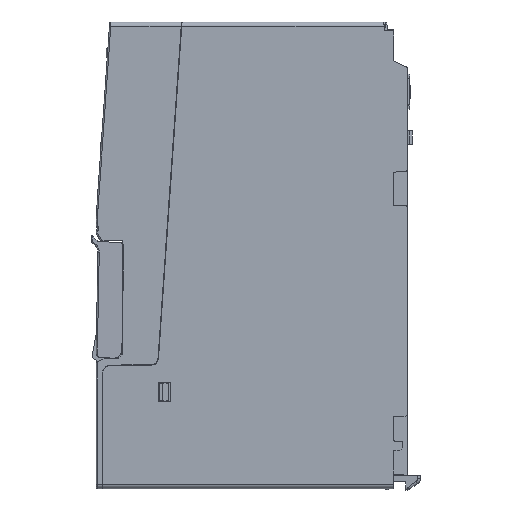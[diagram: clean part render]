
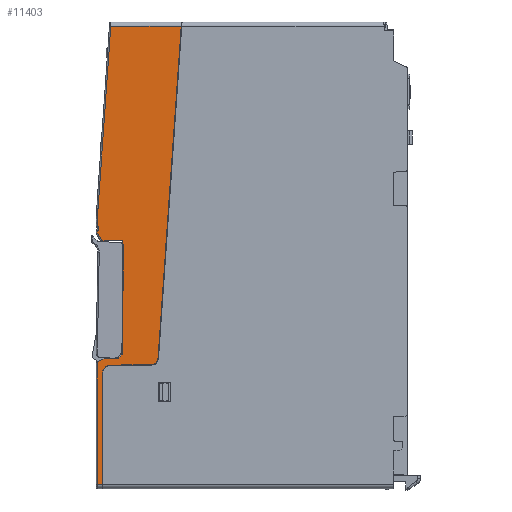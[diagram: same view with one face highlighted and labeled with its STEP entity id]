
A CAD part, left-side view. The second image highlights one B-rep face of the part: STEP entity #11403.
In plain terms, the highlighted planar face has unit normal (-1, 0, 0).
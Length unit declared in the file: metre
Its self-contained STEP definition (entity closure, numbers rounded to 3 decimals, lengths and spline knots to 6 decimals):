
#5715=CARTESIAN_POINT('',(-0.0132,0.0667,
0.00548));
#5753=CARTESIAN_POINT('',(-0.0132,0.0667,
0.00652));
#6134=DIRECTION('',(0.,0.,1.));
#6135=VECTOR('',#6134,0.000459);
#6136=CARTESIAN_POINT('',(-0.0132,0.0667,0.005022));
#6137=LINE('',#6136,#6135);
#6143=CARTESIAN_POINT('',(-0.0132,0.0667,0.005022));
#6161=CARTESIAN_POINT('',(-0.0132,0.054538,-0.024554));
#6162=CARTESIAN_POINT('',(-0.0132,0.05408,-0.024546));
#6163=CARTESIAN_POINT('',(-0.0132,0.053474,-0.024204));
#6164=CARTESIAN_POINT('',(-0.0132,0.0531,-0.023617));
#6165=CARTESIAN_POINT('',(-0.0132,0.053068,-0.02316));
#6167=CARTESIAN_POINT('',(-0.0132,0.063535,-0.024711));
#6168=CARTESIAN_POINT('',(-0.0132,0.063893,-0.024715));
#6169=CARTESIAN_POINT('',(-0.0132,0.064517,-0.024871));
#6170=CARTESIAN_POINT('',(-0.0132,0.065343,-0.02569));
#6171=CARTESIAN_POINT('',(-0.0132,0.065496,-0.026338));
#6172=CARTESIAN_POINT('',(-0.0132,0.0655,-0.026711));
#6174=DIRECTION('',(0.,0.,-1.));
#6175=VECTOR('',#6174,0.024789);
#6176=CARTESIAN_POINT('',(-0.0132,0.0655,-0.026711));
#6177=LINE('',#6176,#6175);
#6178=DIRECTION('',(0.,0.914,-0.407));
#6179=VECTOR('',#6178,0.001644);
#6180=CARTESIAN_POINT('',(-0.0132,0.065198,-0.023323));
#6181=LINE('',#6180,#6179);
#6182=DIRECTION('',(0.,0.707,-0.707));
#6183=VECTOR('',#6182,0.000869);
#6184=CARTESIAN_POINT('',(-0.0132,0.061268,-0.022416));
#6185=LINE('',#6184,#6183);
#6186=CARTESIAN_POINT('',(-0.0132,0.060975,0.003075));
#6187=CARTESIAN_POINT('',(-0.0132,0.060973,0.003116));
#6188=CARTESIAN_POINT('',(-0.0132,0.060985,0.003186));
#6189=CARTESIAN_POINT('',(-0.0132,0.061058,0.003263));
#6190=CARTESIAN_POINT('',(-0.0132,0.061131,0.003276));
#6191=CARTESIAN_POINT('',(-0.0132,0.061175,0.003275));
#6193=DIRECTION('',(0.,-0.519,-0.855));
#6194=VECTOR('',#6193,0.001977);
#6195=CARTESIAN_POINT('',(-0.0132,0.0667,0.005022));
#6196=LINE('',#6195,#6194);
#6197=CARTESIAN_POINT('',(-0.0132,0.067,0.006));
#6198=DIRECTION('',(1.,0.,0.));
#6199=DIRECTION('',(0.,-1.,0.));
#6200=AXIS2_PLACEMENT_3D('',#6197,#6198,#6199);
#6202=CARTESIAN_POINT('',(-0.0132,0.067,0.006));
#6203=DIRECTION('',(1.,0.,0.));
#6204=DIRECTION('',(0.,-0.5,0.866));
#6205=AXIS2_PLACEMENT_3D('',#6202,#6203,#6204);
#6207=CARTESIAN_POINT('',(-0.0132,0.007,0.006434));
#6208=DIRECTION('',(-1.,0.,0.));
#6209=DIRECTION('',(0.,0.998,0.07));
#6210=AXIS2_PLACEMENT_3D('',#6207,#6208,#6209);
#6212=DIRECTION('',(0.,0.07,-0.998));
#6213=VECTOR('',#6212,0.041001);
#6214=CARTESIAN_POINT('',(-0.0132,0.063694,0.0515));
#6215=LINE('',#6214,#6213);
#6216=DIRECTION('',(0.,-0.07,0.998));
#6217=VECTOR('',#6216,0.074842);
#6218=CARTESIAN_POINT('',(-0.0132,0.053068,-0.02316));
#6219=LINE('',#6218,#6217);
#6240=DIRECTION('',(0.,1.,-0.017));
#6241=VECTOR('',#6240,0.008998);
#6242=CARTESIAN_POINT('',(-0.0132,0.054538,-0.024554));
#6243=LINE('',#6242,#6241);
#6678=DIRECTION('',(0.,0.,1.));
#6679=VECTOR('',#6678,0.027508);
#6680=CARTESIAN_POINT('',(-0.0132,0.0667,-0.0515));
#6681=LINE('',#6680,#6679);
#6963=DIRECTION('',(0.,-1.,0.));
#6964=VECTOR('',#6963,0.002609);
#6965=CARTESIAN_POINT('',(-0.0132,0.065198,-0.023323));
#6966=LINE('',#6965,#6964);
#6971=CARTESIAN_POINT('',(-0.0132,0.062589,-0.023323));
#6972=CARTESIAN_POINT('',(-0.0132,0.062313,-0.023323));
#6973=CARTESIAN_POINT('',(-0.0132,0.062077,-0.023226));
#6974=CARTESIAN_POINT('',(-0.0132,0.061882,-0.023031));
#7000=CARTESIAN_POINT('',(-0.0132,0.061268,-0.022416));
#7001=CARTESIAN_POINT('',(-0.0132,0.061072,-0.022221));
#7002=CARTESIAN_POINT('',(-0.0132,0.060975,-0.021985));
#7003=CARTESIAN_POINT('',(-0.0132,0.060975,-0.021709));
#7017=DIRECTION('',(0.,0.,1.));
#7018=VECTOR('',#7017,0.024784);
#7019=CARTESIAN_POINT('',(-0.0132,0.060975,-0.021709));
#7020=LINE('',#7019,#7018);
#7040=CARTESIAN_POINT('',(-0.0132,0.0667,-0.023992));
#7983=DIRECTION('',(0.,1.,0.017));
#7984=VECTOR('',#7983,0.003224);
#7985=CARTESIAN_POINT('',(-0.0132,0.06245,0.003275));
#7986=LINE('',#7985,#7984);
#8038=CARTESIAN_POINT('',(-0.0132,0.065673,0.003332));
#8102=DIRECTION('',(0.,1.,0.));
#8103=VECTOR('',#8102,0.001275);
#8104=CARTESIAN_POINT('',(-0.0132,0.061175,0.003275));
#8105=LINE('',#8104,#8103);
#8208=DIRECTION('',(0.,1.,0.));
#8209=VECTOR('',#8208,0.0012);
#8210=CARTESIAN_POINT('',(-0.0132,0.0655,-0.0515));
#8211=LINE('',#8210,#8209);
#8404=DIRECTION('',(0.,-1.,0.));
#8405=VECTOR('',#8404,0.015847);
#8406=CARTESIAN_POINT('',(-0.0132,0.063694,0.0515));
#8407=LINE('',#8406,#8405);
#8620=CARTESIAN_POINT('',(-0.0132,0.0655,-0.0515));
#8622=VERTEX_POINT('',#8620);
#8631=CARTESIAN_POINT('',(-0.0132,0.060975,0.003075));
#8633=VERTEX_POINT('',#8631);
#8657=CARTESIAN_POINT('',(-0.0132,0.061175,0.003275));
#8659=VERTEX_POINT('',#8657);
#8933=CARTESIAN_POINT('',(-0.0132,0.063535,-0.024711));
#8934=VERTEX_POINT('',#8933);
#8937=CARTESIAN_POINT('',(-0.0132,0.0655,-0.026711));
#8938=VERTEX_POINT('',#8937);
#9020=CARTESIAN_POINT('',(-0.0132,0.060975,-0.021709));
#9022=VERTEX_POINT('',#9020);
#9024=CARTESIAN_POINT('',(-0.0132,0.061268,-0.022416));
#9026=VERTEX_POINT('',#9024);
#9028=CARTESIAN_POINT('',(-0.0132,0.061882,-0.023031));
#9030=VERTEX_POINT('',#9028);
#9032=CARTESIAN_POINT('',(-0.0132,0.062589,-0.023323));
#9034=VERTEX_POINT('',#9032);
#9036=CARTESIAN_POINT('',(-0.0132,0.065198,-0.023323));
#9038=VERTEX_POINT('',#9036);
#9098=CARTESIAN_POINT('',(-0.0132,0.063694,0.0515));
#9100=VERTEX_POINT('',#9098);
#9101=CARTESIAN_POINT('',(-0.0132,0.066555,0.010599));
#9103=VERTEX_POINT('',#9101);
#9107=VERTEX_POINT('',#5753);
#9110=VERTEX_POINT('',#5715);
#9113=VERTEX_POINT('',#6143);
#9115=VERTEX_POINT('',#8038);
#9116=CARTESIAN_POINT('',(-0.0132,0.06245,0.003275));
#9117=VERTEX_POINT('',#9116);
#9171=VERTEX_POINT('',#7040);
#9175=CARTESIAN_POINT('',(-0.0132,0.0667,-0.0515));
#9177=VERTEX_POINT('',#9175);
#9234=CARTESIAN_POINT('',(-0.0132,0.054538,-0.024554));
#9235=VERTEX_POINT('',#9234);
#9236=CARTESIAN_POINT('',(-0.0132,0.0664,0.006));
#9237=VERTEX_POINT('',#9236);
#9238=VERTEX_POINT('',#6165);
#9239=CARTESIAN_POINT('',(-0.0132,0.047848,0.0515));
#9240=VERTEX_POINT('',#9239);
#11355=CARTESIAN_POINT('',(-0.0132,0.067,-0.0525));
#11356=DIRECTION('',(-1.,0.,0.));
#11357=DIRECTION('',(0.,0.,1.));
#11358=AXIS2_PLACEMENT_3D('',#11355,#11356,#11357);
#11359=PLANE('',#11358);
#11361=ORIENTED_EDGE('',*,*,#11360,.F.);
#11363=ORIENTED_EDGE('',*,*,#11362,.T.);
#11365=ORIENTED_EDGE('',*,*,#11364,.T.);
#11367=ORIENTED_EDGE('',*,*,#11366,.T.);
#11369=ORIENTED_EDGE('',*,*,#11368,.T.);
#11371=ORIENTED_EDGE('',*,*,#11370,.T.);
#11373=ORIENTED_EDGE('',*,*,#11372,.F.);
#11375=ORIENTED_EDGE('',*,*,#11374,.T.);
#11377=ORIENTED_EDGE('',*,*,#11376,.T.);
#11379=ORIENTED_EDGE('',*,*,#11378,.F.);
#11381=ORIENTED_EDGE('',*,*,#11380,.T.);
#11383=ORIENTED_EDGE('',*,*,#11382,.T.);
#11385=ORIENTED_EDGE('',*,*,#11384,.T.);
#11387=ORIENTED_EDGE('',*,*,#11386,.T.);
#11389=ORIENTED_EDGE('',*,*,#11388,.T.);
#11391=ORIENTED_EDGE('',*,*,#11390,.F.);
#11392=ORIENTED_EDGE('',*,*,#11288,.T.);
#11393=ORIENTED_EDGE('',*,*,#10559,.F.);
#11394=ORIENTED_EDGE('',*,*,#10557,.F.);
#11395=ORIENTED_EDGE('',*,*,#10645,.F.);
#11396=ORIENTED_EDGE('',*,*,#10657,.F.);
#11398=ORIENTED_EDGE('',*,*,#11397,.T.);
#11400=ORIENTED_EDGE('',*,*,#11399,.F.);
#11401=EDGE_LOOP('',(#11361,#11363,#11365,#11367,#11369,#11371,#11373,#11375,
#11377,#11379,#11381,#11383,#11385,#11387,#11389,#11391,#11392,#11393,#11394,
#11395,#11396,#11398,#11400));
#11402=FACE_OUTER_BOUND('',#11401,.F.);
#11403=ADVANCED_FACE('',(#11402),#11359,.T.);
#6166=B_SPLINE_CURVE_WITH_KNOTS('',3,(#6161,#6162,#6163,#6164,#6165),
.UNSPECIFIED.,.F.,.F.,(4,1,4),(0.,0.5,1.),.UNSPECIFIED.);
#6173=B_SPLINE_CURVE_WITH_KNOTS('',3,(#6167,#6168,#6169,#6170,#6171,#6172),
.UNSPECIFIED.,.F.,.F.,(4,1,1,4),(0.,0.333333,0.666667,1.),
.UNSPECIFIED.);
#6192=B_SPLINE_CURVE_WITH_KNOTS('',3,(#6186,#6187,#6188,#6189,#6190,#6191),
.UNSPECIFIED.,.F.,.F.,(4,1,1,4),(0.,0.333333,0.666667,1.),
.UNSPECIFIED.);
#6201=CIRCLE('',#6200,0.0006);
#6206=CIRCLE('',#6205,0.0006);
#6211=CIRCLE('',#6210,0.0597);
#6975=B_SPLINE_CURVE_WITH_KNOTS('',3,(#6971,#6972,#6973,#6974),.UNSPECIFIED.,
.F.,.F.,(4,4),(0.,1.),.UNSPECIFIED.);
#7004=B_SPLINE_CURVE_WITH_KNOTS('',3,(#7000,#7001,#7002,#7003),.UNSPECIFIED.,
.F.,.F.,(4,4),(0.,1.),.UNSPECIFIED.);
#10557=EDGE_CURVE('',#9107,#9237,#6206,.T.);
#10559=EDGE_CURVE('',#9237,#9110,#6201,.T.);
#10645=EDGE_CURVE('',#9103,#9107,#6211,.T.);
#10657=EDGE_CURVE('',#9100,#9103,#6215,.T.);
#11288=EDGE_CURVE('',#9113,#9110,#6137,.T.);
#11360=EDGE_CURVE('',#9235,#9238,#6166,.T.);
#11362=EDGE_CURVE('',#9235,#8934,#6243,.T.);
#11364=EDGE_CURVE('',#8934,#8938,#6173,.T.);
#11366=EDGE_CURVE('',#8938,#8622,#6177,.T.);
#11368=EDGE_CURVE('',#8622,#9177,#8211,.T.);
#11370=EDGE_CURVE('',#9177,#9171,#6681,.T.);
#11372=EDGE_CURVE('',#9038,#9171,#6181,.T.);
#11374=EDGE_CURVE('',#9038,#9034,#6966,.T.);
#11376=EDGE_CURVE('',#9034,#9030,#6975,.T.);
#11378=EDGE_CURVE('',#9026,#9030,#6185,.T.);
#11380=EDGE_CURVE('',#9026,#9022,#7004,.T.);
#11382=EDGE_CURVE('',#9022,#8633,#7020,.T.);
#11384=EDGE_CURVE('',#8633,#8659,#6192,.T.);
#11386=EDGE_CURVE('',#8659,#9117,#8105,.T.);
#11388=EDGE_CURVE('',#9117,#9115,#7986,.T.);
#11390=EDGE_CURVE('',#9113,#9115,#6196,.T.);
#11397=EDGE_CURVE('',#9100,#9240,#8407,.T.);
#11399=EDGE_CURVE('',#9238,#9240,#6219,.T.);
